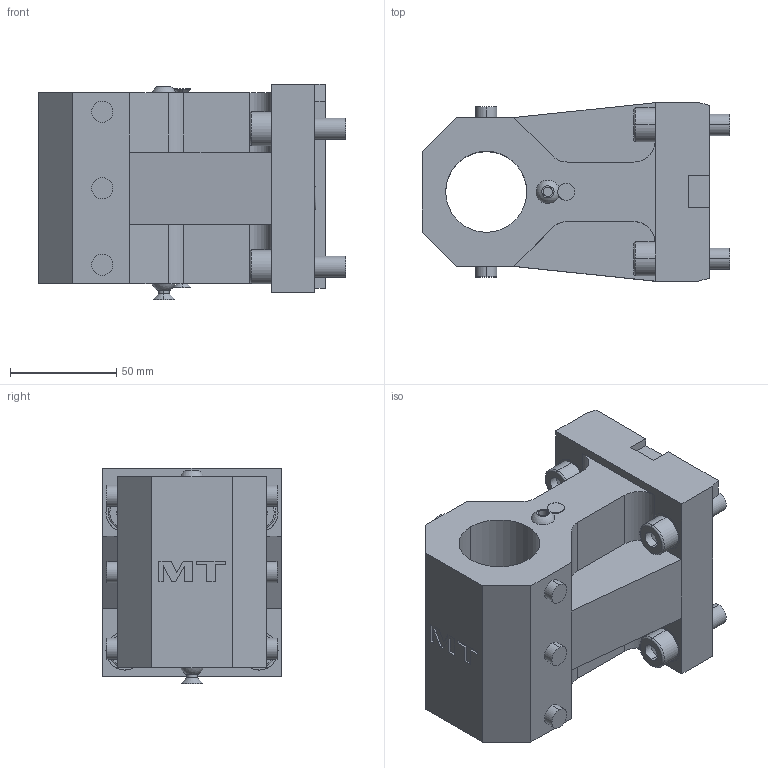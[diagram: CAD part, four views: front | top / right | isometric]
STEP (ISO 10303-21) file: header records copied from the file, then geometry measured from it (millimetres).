
FILE_DESCRIPTION((''),'2;1');
FILE_NAME('0523810L_CONF','2023-06-30T09:31:52',('gvalli'),('M.T. srl'),'CREO PARAMETRIC BY PTC INC, 2021072','CREO PARAMETRIC BY PTC INC, 2021072','');
FILE_SCHEMA(('CONFIG_CONTROL_DESIGN'));
Length unit declared in the file: millimetre
Products named in the file (1): 0523810L_CONF
Bounding box: 144.5 x 84 x 101.5 mm (x, y, z)
Volume: 641656.8 mm3; surface area: 82550.8 mm2
Topology: 5 solids, 6 shells, 203 faces, 488 edges, 311 vertices
Faces by surface type: plane 97, cylinder 74, cone 16, torus 12, sphere 2, extrusion 2
Entity records: 6129 total; most frequent: CARTESIAN_POINT 1247, DIRECTION 1051, ORIENTED_EDGE 956, EDGE_CURVE 478, AXIS2_PLACEMENT_3D 389, VERTEX_POINT 311, VECTOR 273, LINE 271
